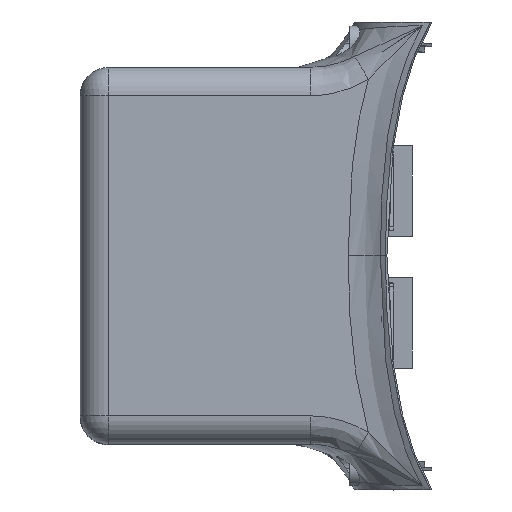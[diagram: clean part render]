
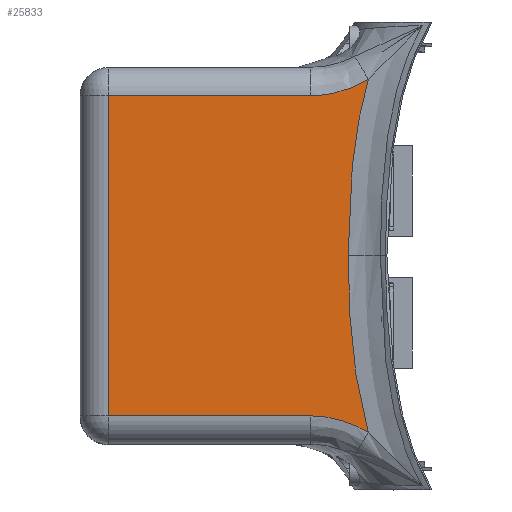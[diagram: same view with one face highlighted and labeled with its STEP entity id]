
A CAD part, top view. The second image highlights one B-rep face of the part: STEP entity #25833.
In plain terms, the highlighted face is planar.
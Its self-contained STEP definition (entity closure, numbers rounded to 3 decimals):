
#407 = B_SPLINE_CURVE_WITH_KNOTS ( 'NONE', 3,
 ( #26198, #31511, #9020, #20502, #8785, #34719, #14579, #3524, #23098, #578, #6098, #8902 ),
 .UNSPECIFIED., .F., .F.,
 ( 4, 2, 2, 2, 2, 4 ),
 ( 0., 0.008, 0.016, 0.023, 0.027, 0.031 ),
 .UNSPECIFIED. ) ;
#557 = CARTESIAN_POINT ( 'NONE',  ( -47.563, 30.208, 89.03 ) ) ;
#578 = CARTESIAN_POINT ( 'NONE',  ( -46.71, 28.578, 89.088 ) ) ;
#1156 = CARTESIAN_POINT ( 'NONE',  ( -49.179, 29.486, 88.921 ) ) ;
#1404 = CARTESIAN_POINT ( 'NONE',  ( -56.166, 28.2, 88.45 ) ) ;
#1661 = CARTESIAN_POINT ( 'NONE',  ( -49.56, 0., 88.896 ) ) ;
#2550 = VECTOR ( 'NONE', #30952, 1000. ) ;
#3336 = CARTESIAN_POINT ( 'NONE',  ( -96.696, 33.2, 85.717 ) ) ;
#3515 = B_SPLINE_CURVE_WITH_KNOTS ( 'NONE', 3,
 ( #35460, #18374, #15791, #32723, #9994, #29763, #15668, #4489, #24319, #29643, #10245, #1661 ),
 .UNSPECIFIED., .F., .F.,
 ( 4, 2, 2, 2, 2, 4 ),
 ( 0.002, 0.006, 0.01, 0.018, 0.026, 0.034 ),
 .UNSPECIFIED. ) ;
#3524 = CARTESIAN_POINT ( 'NONE',  ( -47.551, 24.724, 89.031 ) ) ;
#4086 = ORIENTED_EDGE ( 'NONE', *, *, #4561, .T. ) ;
#4489 = CARTESIAN_POINT ( 'NONE',  ( -49.1, -13.07, 88.927 ) ) ;
#4537 = B_SPLINE_CURVE_WITH_KNOTS ( 'NONE', 3,
 ( #28645, #557, #1156, #17742, #34699, #12177, #29004, #31963, #6554, #9712 ),
 .UNSPECIFIED., .F., .F.,
 ( 4, 2, 2, 2, 4 ),
 ( 0., 0.005, 0.007, 0.008, 0.011 ),
 .UNSPECIFIED. ) ;
#4549 = CARTESIAN_POINT ( 'NONE',  ( -54.37, -28.2, 88.571 ) ) ;
#4561 = EDGE_CURVE ( 'NONE', #22332, #21826, #30313, .T. ) ;
#4571 = DIRECTION ( 'NONE',  ( 0., -1., 0. ) ) ;
#4669 = CARTESIAN_POINT ( 'NONE',  ( -47.583, -30.254, 89.029 ) ) ;
#4973 = ORIENTED_EDGE ( 'NONE', *, *, #33143, .T. ) ;
#6098 = CARTESIAN_POINT ( 'NONE',  ( -46.383, 29.854, 89.11 ) ) ;
#6554 = CARTESIAN_POINT ( 'NONE',  ( -55.266, 28.2, 88.511 ) ) ;
#7433 = VERTEX_POINT ( 'NONE', #10655 ) ;
#7784 = ORIENTED_EDGE ( 'NONE', *, *, #17756, .T. ) ;
#7885 = ORIENTED_EDGE ( 'NONE', *, *, #33375, .T. ) ;
#8763 = EDGE_CURVE ( 'NONE', #16359, #32681, #407, .T. ) ;
#8785 = CARTESIAN_POINT ( 'NONE',  ( -49.1, 13.07, 88.927 ) ) ;
#8902 = CARTESIAN_POINT ( 'NONE',  ( -46.017, 31.118, 89.135 ) ) ;
#8968 = DIRECTION ( 'NONE',  ( -0.998, 0., -0.067 ) ) ;
#9020 = CARTESIAN_POINT ( 'NONE',  ( -49.508, 5.241, 88.899 ) ) ;
#9246 = CARTESIAN_POINT ( 'NONE',  ( -46.017, 31.118, 89.135 ) ) ;
#9712 = CARTESIAN_POINT ( 'NONE',  ( -56.166, 28.2, 88.45 ) ) ;
#9994 = CARTESIAN_POINT ( 'NONE',  ( -47.551, -24.724, 89.031 ) ) ;
#10245 = CARTESIAN_POINT ( 'NONE',  ( -49.56, -2.623, 88.896 ) ) ;
#10550 = VECTOR ( 'NONE', #4571, 1000. ) ;
#10655 = CARTESIAN_POINT ( 'NONE',  ( -91.707, 28.2, 86.054 ) ) ;
#12042 = EDGE_CURVE ( 'NONE', #21826, #18213, #26888, .T. ) ;
#12177 = CARTESIAN_POINT ( 'NONE',  ( -52.6, 28.551, 88.691 ) ) ;
#13381 = CARTESIAN_POINT ( 'NONE',  ( -56.166, -28.2, 88.45 ) ) ;
#14398 = PLANE ( 'NONE',  #18241 ) ;
#14504 = VERTEX_POINT ( 'NONE', #1404 ) ;
#14579 = CARTESIAN_POINT ( 'NONE',  ( -48.236, 20.856, 88.985 ) ) ;
#15305 = EDGE_LOOP ( 'NONE', ( #4086, #19917, #23741, #25485, #4973, #7784, #7885 ) ) ;
#15668 = CARTESIAN_POINT ( 'NONE',  ( -48.579, -18.266, 88.962 ) ) ;
#15791 = CARTESIAN_POINT ( 'NONE',  ( -46.71, -28.578, 89.088 ) ) ;
#16285 = LINE ( 'NONE', #35170, #10550 ) ;
#16342 = CARTESIAN_POINT ( 'NONE',  ( -49.217, -29.534, 88.919 ) ) ;
#16359 = VERTEX_POINT ( 'NONE', #17571 ) ;
#16630 = LINE ( 'NONE', #22414, #2550 ) ;
#17571 = CARTESIAN_POINT ( 'NONE',  ( -49.56, 0., 88.896 ) ) ;
#17742 = CARTESIAN_POINT ( 'NONE',  ( -51.3, 28.857, 88.778 ) ) ;
#17756 = EDGE_CURVE ( 'NONE', #14504, #7433, #16630, .T. ) ;
#18213 = VERTEX_POINT ( 'NONE', #27730 ) ;
#18241 = AXIS2_PLACEMENT_3D ( 'NONE', #3336, #28480, #8968 ) ;
#18374 = CARTESIAN_POINT ( 'NONE',  ( -46.383, -29.854, 89.11 ) ) ;
#19917 = ORIENTED_EDGE ( 'NONE', *, *, #12042, .T. ) ;
#20502 = CARTESIAN_POINT ( 'NONE',  ( -49.277, 10.464, 88.915 ) ) ;
#20567 = VECTOR ( 'NONE', #23066, 1000. ) ;
#20679 = EDGE_CURVE ( 'NONE', #18213, #16359, #3515, .T. ) ;
#21533 = CARTESIAN_POINT ( 'NONE',  ( -52.622, -28.47, 88.689 ) ) ;
#21826 = VERTEX_POINT ( 'NONE', #35388 ) ;
#21889 = CARTESIAN_POINT ( 'NONE',  ( -50.062, -29.222, 88.862 ) ) ;
#22332 = VERTEX_POINT ( 'NONE', #24883 ) ;
#22414 = CARTESIAN_POINT ( 'NONE',  ( -96.696, 28.2, 85.717 ) ) ;
#23066 = DIRECTION ( 'NONE',  ( 0.998, 0., 0.067 ) ) ;
#23098 = CARTESIAN_POINT ( 'NONE',  ( -47.294, 26.011, 89.049 ) ) ;
#23741 = ORIENTED_EDGE ( 'NONE', *, *, #20679, .T. ) ;
#24319 = CARTESIAN_POINT ( 'NONE',  ( -49.277, -10.464, 88.915 ) ) ;
#24883 = CARTESIAN_POINT ( 'NONE',  ( -91.707, -28.2, 86.054 ) ) ;
#25485 = ORIENTED_EDGE ( 'NONE', *, *, #8763, .T. ) ;
#25833 = ADVANCED_FACE ( 'NONE', ( #29724 ), #14398, .F. ) ;
#26198 = CARTESIAN_POINT ( 'NONE',  ( -49.56, 0., 88.896 ) ) ;
#26888 = B_SPLINE_CURVE_WITH_KNOTS ( 'NONE', 3,
 ( #13381, #4549, #21533, #21889, #16342, #4669, #33031, #32906 ),
 .UNSPECIFIED., .F., .F.,
 ( 4, 2, 2, 4 ),
 ( 0., 0.005, 0.008, 0.011 ),
 .UNSPECIFIED. ) ;
#27730 = CARTESIAN_POINT ( 'NONE',  ( -46.017, -31.118, 89.135 ) ) ;
#28374 = CARTESIAN_POINT ( 'NONE',  ( -96.696, -28.2, 85.717 ) ) ;
#28480 = DIRECTION ( 'NONE',  ( 0.067, 0., -0.998 ) ) ;
#28645 = CARTESIAN_POINT ( 'NONE',  ( -46.017, 31.118, 89.135 ) ) ;
#29004 = CARTESIAN_POINT ( 'NONE',  ( -53.042, 28.468, 88.661 ) ) ;
#29643 = CARTESIAN_POINT ( 'NONE',  ( -49.508, -5.241, 88.899 ) ) ;
#29724 = FACE_OUTER_BOUND ( 'NONE', #15305, .T. ) ;
#29763 = CARTESIAN_POINT ( 'NONE',  ( -48.236, -20.856, 88.985 ) ) ;
#30313 = LINE ( 'NONE', #28374, #20567 ) ;
#30952 = DIRECTION ( 'NONE',  ( -0.998, 0., -0.067 ) ) ;
#31511 = CARTESIAN_POINT ( 'NONE',  ( -49.56, 2.623, 88.896 ) ) ;
#31963 = CARTESIAN_POINT ( 'NONE',  ( -54.373, 28.269, 88.571 ) ) ;
#32681 = VERTEX_POINT ( 'NONE', #9246 ) ;
#32723 = CARTESIAN_POINT ( 'NONE',  ( -47.294, -26.011, 89.049 ) ) ;
#32906 = CARTESIAN_POINT ( 'NONE',  ( -46.017, -31.118, 89.135 ) ) ;
#33031 = CARTESIAN_POINT ( 'NONE',  ( -46.79, -30.663, 89.083 ) ) ;
#33143 = EDGE_CURVE ( 'NONE', #32681, #14504, #4537, .T. ) ;
#33375 = EDGE_CURVE ( 'NONE', #7433, #22332, #16285, .T. ) ;
#34699 = CARTESIAN_POINT ( 'NONE',  ( -51.73, 28.746, 88.749 ) ) ;
#34719 = CARTESIAN_POINT ( 'NONE',  ( -48.579, 18.266, 88.962 ) ) ;
#35170 = CARTESIAN_POINT ( 'NONE',  ( -91.707, -33.2, 86.054 ) ) ;
#35388 = CARTESIAN_POINT ( 'NONE',  ( -56.166, -28.2, 88.45 ) ) ;
#35460 = CARTESIAN_POINT ( 'NONE',  ( -46.017, -31.118, 89.135 ) ) ;
